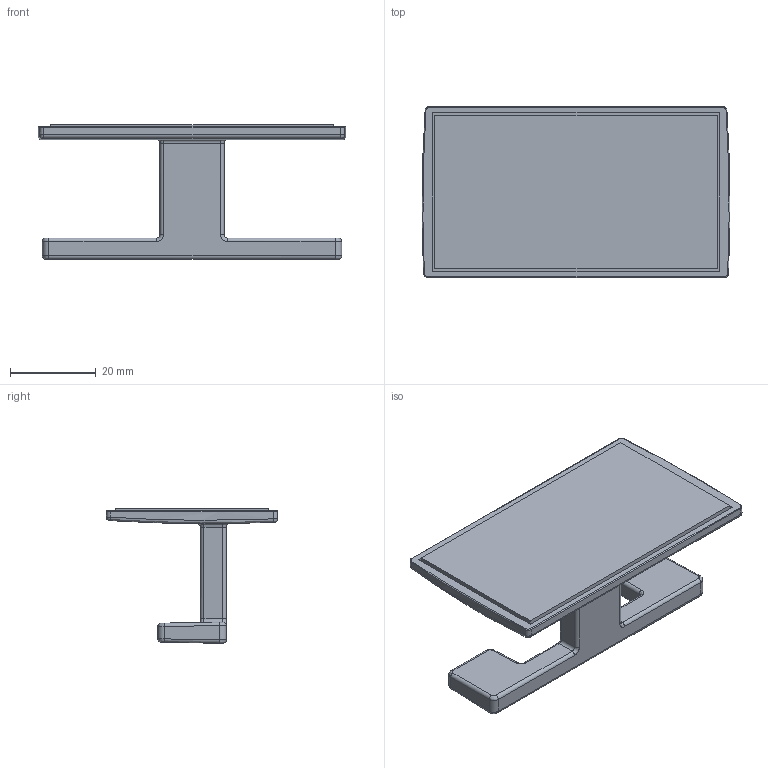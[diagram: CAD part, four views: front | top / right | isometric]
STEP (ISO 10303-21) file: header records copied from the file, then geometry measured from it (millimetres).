
FILE_DESCRIPTION(('Creo Elements/Direct Modeling STEP Export'),'2;1');
FILE_NAME('2622.stp','2023-07-17T14:11:25',(''),(''),'Creo Elements/Direct Modeling STEP processor for AP214 (Solid Model)','Creo Elements/Direct Modeling 20.0 12-Nov-2016 (C) Parametric Technology GmbH','');
FILE_SCHEMA(('AUTOMOTIVE_DESIGN { 1 0 10303 214 1 1 1 1 }'));
Length unit declared in the file: millimetre
Products named in the file (3): Selbstklebeband; Hakenteil; ZN-12085
Assembly tree (2 placements, depth 2):
  ZN-12085
    Hakenteil
    Selbstklebeband
Bounding box: 71.99 x 40 x 31.49 mm (x, y, z)
Volume: 14587.4 mm3; surface area: 14244.8 mm2
Topology: 2 solids, 2 shells, 110 faces, 248 edges, 144 vertices
Faces by surface type: cylinder 45, bspline 32, plane 27, torus 6
Entity records: 5819 total; most frequent: CARTESIAN_POINT 3733, ORIENTED_EDGE 496, DIRECTION 310, EDGE_CURVE 248, VERTEX_POINT 144, EDGE_LOOP 112, FACE_OUTER_BOUND 110, ADVANCED_FACE 110
